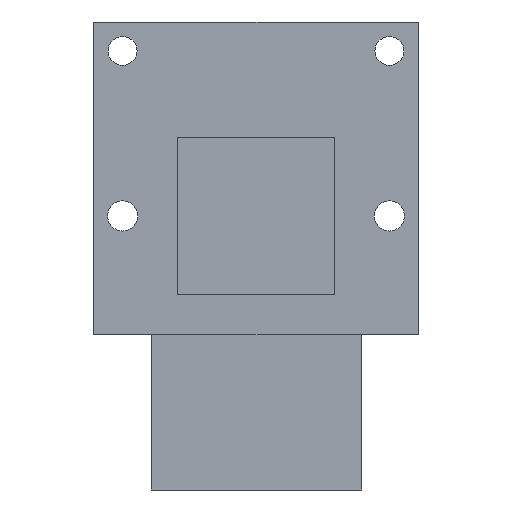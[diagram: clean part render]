
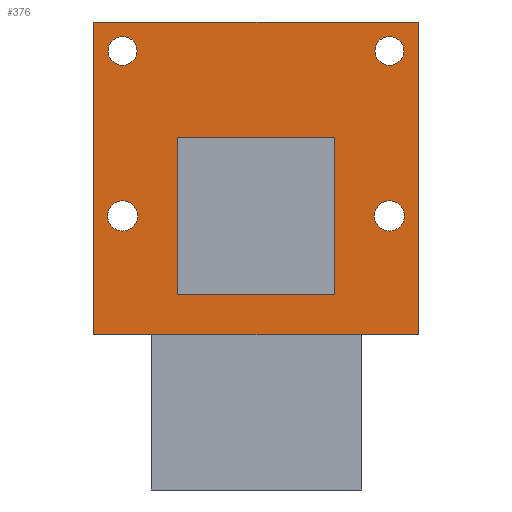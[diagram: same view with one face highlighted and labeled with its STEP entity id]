
A CAD part, front view. The second image highlights one B-rep face of the part: STEP entity #376.
In plain terms, the highlighted planar face has unit normal (0, -1, 0).
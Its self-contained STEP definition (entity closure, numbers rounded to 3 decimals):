
#17=FACE_BOUND('',#81,.T.);
#18=FACE_BOUND('',#82,.T.);
#19=FACE_BOUND('',#83,.T.);
#20=FACE_BOUND('',#84,.T.);
#22=CIRCLE('',#405,1.1);
#24=CIRCLE('',#408,1.15);
#26=CIRCLE('',#411,1.1);
#28=CIRCLE('',#414,1.15);
#56=FACE_OUTER_BOUND('',#80,.T.);
#80=EDGE_LOOP('',(#333,#334,#335,#336));
#81=EDGE_LOOP('',(#337));
#82=EDGE_LOOP('',(#338));
#83=EDGE_LOOP('',(#339));
#84=EDGE_LOOP('',(#340));
#110=LINE('',#574,#150);
#117=LINE('',#604,#157);
#120=LINE('',#610,#160);
#123=LINE('',#615,#163);
#150=VECTOR('',#469,10.);
#157=VECTOR('',#502,10.);
#160=VECTOR('',#507,10.);
#163=VECTOR('',#512,10.);
#182=VERTEX_POINT('',#571);
#183=VERTEX_POINT('',#573);
#186=VERTEX_POINT('',#581);
#188=VERTEX_POINT('',#587);
#190=VERTEX_POINT('',#593);
#192=VERTEX_POINT('',#599);
#193=VERTEX_POINT('',#603);
#195=VERTEX_POINT('',#609);
#222=EDGE_CURVE('',#183,#182,#110,.T.);
#227=EDGE_CURVE('',#186,#186,#22,.T.);
#230=EDGE_CURVE('',#188,#188,#24,.T.);
#233=EDGE_CURVE('',#190,#190,#26,.T.);
#236=EDGE_CURVE('',#192,#192,#28,.T.);
#237=EDGE_CURVE('',#193,#183,#117,.T.);
#240=EDGE_CURVE('',#182,#195,#120,.T.);
#243=EDGE_CURVE('',#195,#193,#123,.T.);
#333=ORIENTED_EDGE('',*,*,#243,.T.);
#334=ORIENTED_EDGE('',*,*,#237,.T.);
#335=ORIENTED_EDGE('',*,*,#222,.T.);
#336=ORIENTED_EDGE('',*,*,#240,.T.);
#337=ORIENTED_EDGE('',*,*,#236,.F.);
#338=ORIENTED_EDGE('',*,*,#233,.F.);
#339=ORIENTED_EDGE('',*,*,#230,.F.);
#340=ORIENTED_EDGE('',*,*,#227,.F.);
#356=PLANE('',#419);
#376=ADVANCED_FACE('',(#56,#17,#18,#19,#20),#356,.F.);
#405=AXIS2_PLACEMENT_3D('',#583,#477,#478);
#408=AXIS2_PLACEMENT_3D('',#589,#484,#485);
#411=AXIS2_PLACEMENT_3D('',#595,#491,#492);
#414=AXIS2_PLACEMENT_3D('',#601,#498,#499);
#419=AXIS2_PLACEMENT_3D('',#618,#516,#517);
#469=DIRECTION('',(1.,0.,0.));
#477=DIRECTION('center_axis',(0.,-1.,0.));
#478=DIRECTION('ref_axis',(-1.,0.,0.));
#484=DIRECTION('center_axis',(0.,-1.,0.));
#485=DIRECTION('ref_axis',(-1.,0.,0.));
#491=DIRECTION('center_axis',(0.,-1.,0.));
#492=DIRECTION('ref_axis',(-1.,0.,0.));
#498=DIRECTION('center_axis',(0.,-1.,0.));
#499=DIRECTION('ref_axis',(-1.,0.,0.));
#502=DIRECTION('',(0.,0.,-1.));
#507=DIRECTION('',(0.,0.,1.));
#512=DIRECTION('',(-1.,0.,0.));
#516=DIRECTION('center_axis',(0.,1.,0.));
#517=DIRECTION('ref_axis',(-1.,0.,0.));
#571=CARTESIAN_POINT('',(-29.85,-68.03,14.15));
#573=CARTESIAN_POINT('',(-54.55,-68.03,14.15));
#574=CARTESIAN_POINT('',(-54.55,-68.03,14.15));
#581=CARTESIAN_POINT('',(-51.25,-68.03,35.75));
#583=CARTESIAN_POINT('Origin',(-52.35,-68.03,35.75));
#587=CARTESIAN_POINT('',(-30.9,-68.03,23.2));
#589=CARTESIAN_POINT('Origin',(-32.05,-68.03,23.2));
#593=CARTESIAN_POINT('',(-30.95,-68.03,35.75));
#595=CARTESIAN_POINT('Origin',(-32.05,-68.03,35.75));
#599=CARTESIAN_POINT('',(-51.2,-68.03,23.2));
#601=CARTESIAN_POINT('Origin',(-52.35,-68.03,23.2));
#603=CARTESIAN_POINT('',(-54.55,-68.03,37.95));
#604=CARTESIAN_POINT('',(-54.55,-68.03,37.95));
#609=CARTESIAN_POINT('',(-29.85,-68.03,37.95));
#610=CARTESIAN_POINT('',(-29.85,-68.03,14.15));
#615=CARTESIAN_POINT('',(-29.85,-68.03,37.95));
#618=CARTESIAN_POINT('Origin',(-42.2,-68.03,26.05));
